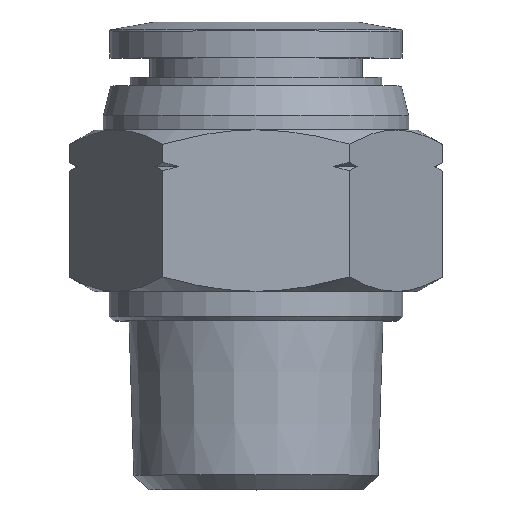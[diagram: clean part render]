
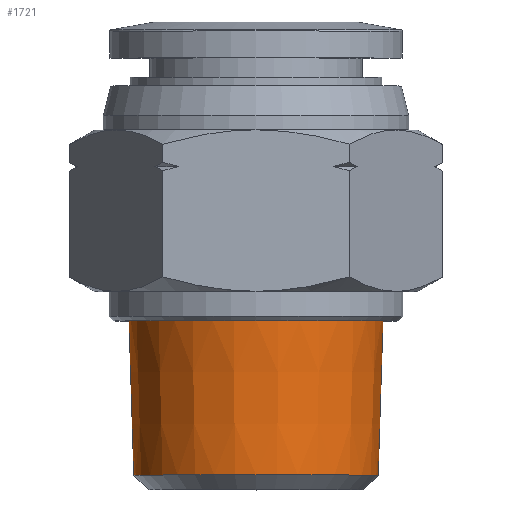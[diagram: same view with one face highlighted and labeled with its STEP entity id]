
A CAD part, top view. The second image highlights one B-rep face of the part: STEP entity #1721.
In plain terms, the highlighted conical face has half-angle 1.79 degrees and reference radius 8.486 mm.
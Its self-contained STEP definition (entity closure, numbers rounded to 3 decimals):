
#1687=CARTESIAN_POINT('',(-8.322,1.,0.0));
#1688=VERTEX_POINT('',#1687);
#1689=CARTESIAN_POINT('',(0.0,1.,0.0));
#1690=DIRECTION('',(0.0,1.0,0.0));
#1691=DIRECTION('',(-1.0,0.0,0.0));
#1692=AXIS2_PLACEMENT_3D('',#1689,#1690,#1691);
#1693=CIRCLE('',#1692,8.322);
#1694=EDGE_CURVE('',#1688,#1688,#1693,.T.);
#1702=CARTESIAN_POINT('',(0.0,6.25,0.0));
#1703=DIRECTION('',(0.0,1.0,0.0));
#1704=DIRECTION('',(-1.0,0.0,0.0));
#1705=AXIS2_PLACEMENT_3D('',#1702,#1703,#1704);
#1706=CONICAL_SURFACE('',#1705,8.486,1.79);
#1707=CARTESIAN_POINT('',(-8.65,11.5,0.0));
#1708=VERTEX_POINT('',#1707);
#1709=CARTESIAN_POINT('',(0.0,11.5,0.0));
#1710=DIRECTION('',(0.0,1.0,0.0));
#1711=DIRECTION('',(-1.0,0.0,0.0));
#1712=AXIS2_PLACEMENT_3D('',#1709,#1710,#1711);
#1713=CIRCLE('',#1712,8.65);
#1714=EDGE_CURVE('',#1708,#1708,#1713,.T.);
#1715=ORIENTED_EDGE('',*,*,#1714,.F.);
#1716=EDGE_LOOP('',(#1715));
#1717=FACE_OUTER_BOUND('',#1716,.T.);
#1718=ORIENTED_EDGE('',*,*,#1694,.T.);
#1719=EDGE_LOOP('',(#1718));
#1720=FACE_BOUND('',#1719,.T.);
#1721=ADVANCED_FACE('',(#1717,#1720),#1706,.T.);
